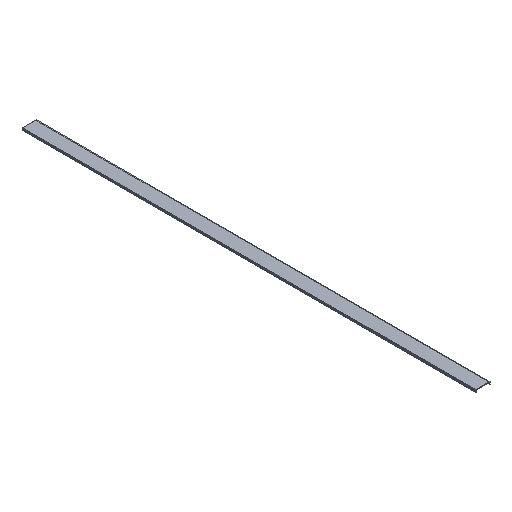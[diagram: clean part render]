
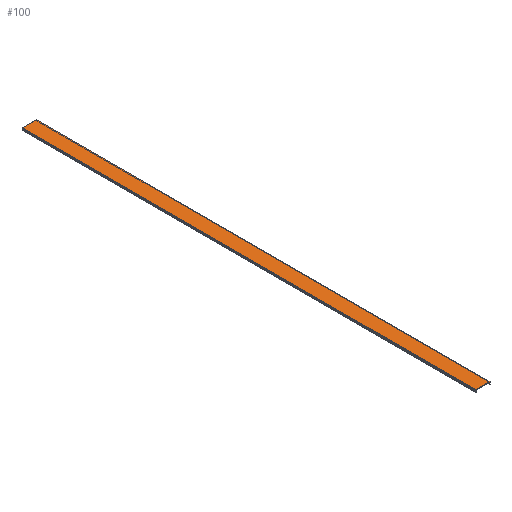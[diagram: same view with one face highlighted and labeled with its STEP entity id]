
A CAD part, isometric view. The second image highlights one B-rep face of the part: STEP entity #100.
In plain terms, the highlighted planar face has unit normal (0, 0, 1).
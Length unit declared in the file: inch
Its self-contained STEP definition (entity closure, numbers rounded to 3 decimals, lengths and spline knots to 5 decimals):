
#100=ADVANCED_FACE('',(#132),#116,.T.);
#116=PLANE('',#403);
#132=FACE_OUTER_BOUND('',#148,.T.);
#148=EDGE_LOOP('',(#176,#177,#178,#179));
#176=ORIENTED_EDGE('',*,*,#285,.F.);
#177=ORIENTED_EDGE('',*,*,#286,.F.);
#178=ORIENTED_EDGE('',*,*,#287,.T.);
#179=ORIENTED_EDGE('',*,*,#283,.T.);
#252=VERTEX_POINT('',#514);
#253=VERTEX_POINT('',#516);
#254=VERTEX_POINT('',#520);
#255=VERTEX_POINT('',#522);
#283=EDGE_CURVE('',#253,#252,#325,.T.);
#285=EDGE_CURVE('',#254,#252,#327,.T.);
#286=EDGE_CURVE('',#255,#254,#328,.T.);
#287=EDGE_CURVE('',#255,#253,#329,.T.);
#325=LINE('',#515,#367);
#327=LINE('',#519,#369);
#328=LINE('',#521,#370);
#329=LINE('',#523,#371);
#367=VECTOR('',#434,1.);
#369=VECTOR('',#438,1.);
#370=VECTOR('',#439,1.);
#371=VECTOR('',#440,1.);
#403=AXIS2_PLACEMENT_3D('',#524,#441,#442);
#434=DIRECTION('',(0.,-1.,0.));
#438=DIRECTION('',(-1.,0.,0.));
#439=DIRECTION('',(0.,-1.,0.));
#440=DIRECTION('',(-1.,0.,0.));
#441=DIRECTION('',(0.,0.,1.));
#442=DIRECTION('',(1.,0.,0.));
#514=CARTESIAN_POINT('',(-1.125,0.,1.07));
#515=CARTESIAN_POINT('',(-1.125,72.,1.07));
#516=CARTESIAN_POINT('',(-1.125,72.,1.07));
#519=CARTESIAN_POINT('',(1.125,0.,1.07));
#520=CARTESIAN_POINT('',(1.125,0.,1.07));
#521=CARTESIAN_POINT('',(1.125,72.,1.07));
#522=CARTESIAN_POINT('',(1.125,72.,1.07));
#523=CARTESIAN_POINT('',(1.125,72.,1.07));
#524=CARTESIAN_POINT('',(1.125,72.,1.07));
